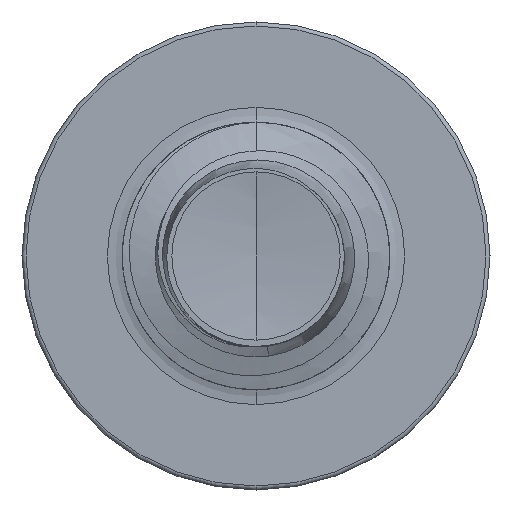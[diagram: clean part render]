
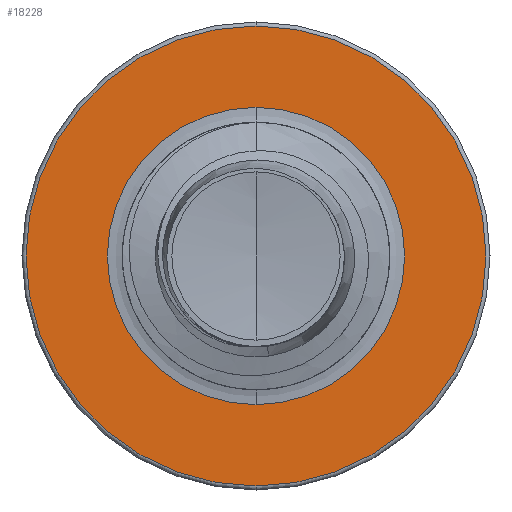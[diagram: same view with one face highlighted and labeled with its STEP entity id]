
A CAD part, front view. The second image highlights one B-rep face of the part: STEP entity #18228.
In plain terms, the highlighted planar face has unit normal (0, -1, 0).
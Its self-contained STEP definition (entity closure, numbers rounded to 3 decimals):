
#1302 = EDGE_LOOP ( 'NONE', ( #27847, #6266 ) ) ;
#2625 = CARTESIAN_POINT ( 'NONE',  ( 0., 9., -1.112 ) ) ;
#3153 = AXIS2_PLACEMENT_3D ( 'NONE', #21447, #6821, #23762 ) ;
#4030 = CARTESIAN_POINT ( 'NONE',  ( 0., 9., 1.72 ) ) ;
#5107 = VERTEX_POINT ( 'NONE', #4030 ) ;
#5260 = DIRECTION ( 'NONE',  ( 0., 1., 0. ) ) ;
#6232 = FACE_BOUND ( 'NONE', #1302, .T. ) ;
#6266 = ORIENTED_EDGE ( 'NONE', *, *, #22152, .T. ) ;
#6821 = DIRECTION ( 'NONE',  ( 0., 1., 0. ) ) ;
#7111 = VERTEX_POINT ( 'NONE', #12617 ) ;
#7726 = CIRCLE ( 'NONE', #13441, 1.72 ) ;
#8135 = CARTESIAN_POINT ( 'NONE',  ( 0., 9., -1.72 ) ) ;
#10358 = DIRECTION ( 'NONE',  ( 0., 0., 1. ) ) ;
#10824 = EDGE_LOOP ( 'NONE', ( #16693, #31429 ) ) ;
#11879 = CARTESIAN_POINT ( 'NONE',  ( 0., 9., 0. ) ) ;
#12454 = CARTESIAN_POINT ( 'NONE',  ( 0., 9., 0. ) ) ;
#12617 = CARTESIAN_POINT ( 'NONE',  ( 0., 9., -1.112 ) ) ;
#13352 = CARTESIAN_POINT ( 'NONE',  ( 0., 9., 1.112 ) ) ;
#13441 = AXIS2_PLACEMENT_3D ( 'NONE', #11879, #28301, #14445 ) ;
#14023 = VERTEX_POINT ( 'NONE', #8135 ) ;
#14445 = DIRECTION ( 'NONE',  ( 0., 0., 1. ) ) ;
#14980 = DIRECTION ( 'NONE',  ( 0., 0., 1. ) ) ;
#15470 = AXIS2_PLACEMENT_3D ( 'NONE', #12454, #28837, #14980 ) ;
#16693 = ORIENTED_EDGE ( 'NONE', *, *, #21967, .F. ) ;
#18228 = ADVANCED_FACE ( 'NONE', ( #20143, #6232 ), #22410, .F. ) ;
#19832 = AXIS2_PLACEMENT_3D ( 'NONE', #2625, #24697, #10358 ) ;
#20079 = CARTESIAN_POINT ( 'NONE',  ( 0., 9., 0. ) ) ;
#20143 = FACE_OUTER_BOUND ( 'NONE', #10824, .T. ) ;
#20243 = AXIS2_PLACEMENT_3D ( 'NONE', #20079, #5260, #22383 ) ;
#21447 = CARTESIAN_POINT ( 'NONE',  ( 0., 9., 0. ) ) ;
#21457 = CIRCLE ( 'NONE', #3153, 1.112 ) ;
#21967 = EDGE_CURVE ( 'NONE', #5107, #14023, #23000, .T. ) ;
#22152 = EDGE_CURVE ( 'NONE', #7111, #26946, #23677, .T. ) ;
#22383 = DIRECTION ( 'NONE',  ( 0., 0., 1. ) ) ;
#22410 = PLANE ( 'NONE',  #19832 ) ;
#23000 = CIRCLE ( 'NONE', #15470, 1.72 ) ;
#23677 = CIRCLE ( 'NONE', #20243, 1.112 ) ;
#23762 = DIRECTION ( 'NONE',  ( 0., 0., 1. ) ) ;
#24697 = DIRECTION ( 'NONE',  ( 0., 1., 0. ) ) ;
#26946 = VERTEX_POINT ( 'NONE', #13352 ) ;
#27847 = ORIENTED_EDGE ( 'NONE', *, *, #28034, .T. ) ;
#28034 = EDGE_CURVE ( 'NONE', #26946, #7111, #21457, .T. ) ;
#28071 = EDGE_CURVE ( 'NONE', #14023, #5107, #7726, .T. ) ;
#28301 = DIRECTION ( 'NONE',  ( 0., 1., 0. ) ) ;
#28837 = DIRECTION ( 'NONE',  ( 0., 1., 0. ) ) ;
#31429 = ORIENTED_EDGE ( 'NONE', *, *, #28071, .F. ) ;
